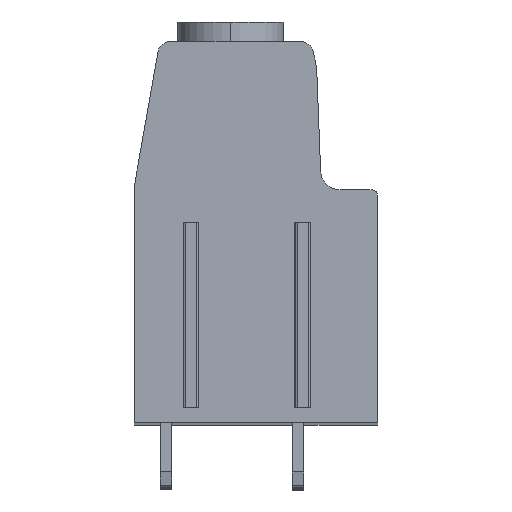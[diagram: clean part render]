
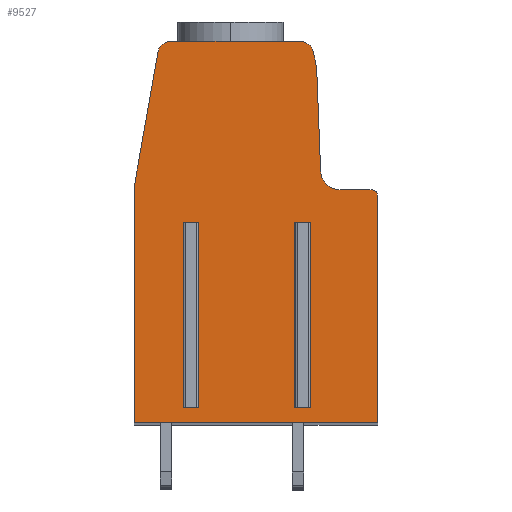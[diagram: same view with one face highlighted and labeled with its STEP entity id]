
A CAD part, top view. The second image highlights one B-rep face of the part: STEP entity #9527.
In plain terms, the highlighted planar face has unit normal (0, 0, 1).
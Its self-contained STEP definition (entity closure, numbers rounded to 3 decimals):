
#1314=CARTESIAN_POINT('',(3.429,13.65,5.08));
#1315=DIRECTION('',(0.,0.,1.));
#1316=DIRECTION('',(0.978,0.208,0.));
#1317=AXIS2_PLACEMENT_3D('',#1314,#1315,#1316);
#1319=DIRECTION('',(-0.208,0.978,0.));
#1320=VECTOR('',#1319,0.978);
#1321=CARTESIAN_POINT('',(4.611,12.902,5.08));
#1322=LINE('',#1321,#1320);
#1323=CARTESIAN_POINT('',(1.676,12.278,5.08));
#1324=DIRECTION('',(0.,0.,1.));
#1325=DIRECTION('',(0.999,0.038,0.));
#1326=AXIS2_PLACEMENT_3D('',#1323,#1324,#1325);
#1328=DIRECTION('',(-0.038,0.999,0.));
#1329=VECTOR('',#1328,7.706);
#1330=CARTESIAN_POINT('',(4.97,4.692,5.08));
#1331=LINE('',#1330,#1329);
#1332=CARTESIAN_POINT('',(6.469,4.75,5.08));
#1333=DIRECTION('',(0.,0.,-1.));
#1334=DIRECTION('',(0.,-1.,0.));
#1335=AXIS2_PLACEMENT_3D('',#1332,#1333,#1334);
#1337=DIRECTION('',(-1.,0.,0.));
#1338=VECTOR('',#1337,2.381);
#1339=CARTESIAN_POINT('',(8.85,3.25,5.08));
#1340=LINE('',#1339,#1338);
#1341=CARTESIAN_POINT('',(8.85,2.75,5.08));
#1342=DIRECTION('',(0.,0.,1.));
#1343=DIRECTION('',(1.,0.,0.));
#1344=AXIS2_PLACEMENT_3D('',#1341,#1342,#1343);
#1346=DIRECTION('',(0.,1.,0.));
#1347=VECTOR('',#1346,17.4);
#1348=CARTESIAN_POINT('',(9.35,-14.65,5.08));
#1349=LINE('',#1348,#1347);
#1350=DIRECTION('',(1.,0.,0.));
#1351=VECTOR('',#1350,18.7);
#1352=CARTESIAN_POINT('',(-9.35,-14.65,5.08));
#1353=LINE('',#1352,#1351);
#1354=DIRECTION('',(0.,-1.,0.));
#1355=VECTOR('',#1354,18.25);
#1356=CARTESIAN_POINT('',(-9.35,3.6,5.08));
#1357=LINE('',#1356,#1355);
#1358=DIRECTION('',(-0.174,-0.985,0.));
#1359=VECTOR('',#1358,10.381);
#1360=CARTESIAN_POINT('',(-7.547,13.824,5.08));
#1361=LINE('',#1360,#1359);
#1362=CARTESIAN_POINT('',(-6.562,13.65,5.08));
#1363=DIRECTION('',(0.,0.,1.));
#1364=DIRECTION('',(0.,1.,0.));
#1365=AXIS2_PLACEMENT_3D('',#1362,#1363,#1364);
#1367=DIRECTION('',(-1.,0.,0.));
#1368=VECTOR('',#1367,9.992);
#1369=CARTESIAN_POINT('',(3.429,14.65,5.08));
#1370=LINE('',#1369,#1368);
#1371=DIRECTION('',(1.,0.,0.));
#1372=VECTOR('',#1371,0.65);
#1373=CARTESIAN_POINT('',(-5.325,0.75,5.08));
#1374=LINE('',#1373,#1372);
#1375=DIRECTION('',(0.,1.,0.));
#1376=VECTOR('',#1375,14.25);
#1377=CARTESIAN_POINT('',(-5.325,-13.5,5.08));
#1378=LINE('',#1377,#1376);
#1379=DIRECTION('',(1.,0.,0.));
#1380=VECTOR('',#1379,0.65);
#1381=CARTESIAN_POINT('',(-5.325,-13.5,5.08));
#1382=LINE('',#1381,#1380);
#1383=DIRECTION('',(0.,1.,0.));
#1384=VECTOR('',#1383,14.25);
#1385=CARTESIAN_POINT('',(-4.675,-13.5,5.08));
#1386=LINE('',#1385,#1384);
#1387=DIRECTION('',(1.,0.,0.));
#1388=VECTOR('',#1387,0.65);
#1389=CARTESIAN_POINT('',(3.275,0.75,5.08));
#1390=LINE('',#1389,#1388);
#1391=DIRECTION('',(0.,1.,0.));
#1392=VECTOR('',#1391,14.25);
#1393=CARTESIAN_POINT('',(3.275,-13.5,5.08));
#1394=LINE('',#1393,#1392);
#1395=DIRECTION('',(1.,0.,0.));
#1396=VECTOR('',#1395,0.65);
#1397=CARTESIAN_POINT('',(3.275,-13.5,5.08));
#1398=LINE('',#1397,#1396);
#1399=DIRECTION('',(0.,1.,0.));
#1400=VECTOR('',#1399,14.25);
#1401=CARTESIAN_POINT('',(3.925,-13.5,5.08));
#1402=LINE('',#1401,#1400);
#6407=CARTESIAN_POINT('',(-6.562,14.65,5.08));
#6408=CARTESIAN_POINT('',(-7.547,13.824,5.08));
#6409=VERTEX_POINT('',#6407);
#6410=VERTEX_POINT('',#6408);
#6411=CARTESIAN_POINT('',(-9.35,3.6,5.08));
#6412=VERTEX_POINT('',#6411);
#6413=CARTESIAN_POINT('',(-9.35,-14.65,5.08));
#6414=VERTEX_POINT('',#6413);
#6415=CARTESIAN_POINT('',(9.35,-14.65,5.08));
#6416=VERTEX_POINT('',#6415);
#6417=CARTESIAN_POINT('',(6.469,3.25,5.08));
#6418=CARTESIAN_POINT('',(4.97,4.692,5.08));
#6419=VERTEX_POINT('',#6417);
#6420=VERTEX_POINT('',#6418);
#6427=CARTESIAN_POINT('',(4.408,13.858,5.08));
#6428=VERTEX_POINT('',#6427);
#6429=CARTESIAN_POINT('',(3.429,14.65,5.08));
#6430=VERTEX_POINT('',#6429);
#6435=CARTESIAN_POINT('',(4.674,12.393,5.08));
#6436=VERTEX_POINT('',#6435);
#6437=CARTESIAN_POINT('',(4.611,12.902,5.08));
#6438=VERTEX_POINT('',#6437);
#6443=CARTESIAN_POINT('',(9.35,2.75,5.08));
#6444=VERTEX_POINT('',#6443);
#6445=CARTESIAN_POINT('',(8.85,3.25,5.08));
#6446=VERTEX_POINT('',#6445);
#6527=CARTESIAN_POINT('',(-5.325,0.75,5.08));
#6528=CARTESIAN_POINT('',(-4.675,0.75,5.08));
#6529=VERTEX_POINT('',#6527);
#6530=VERTEX_POINT('',#6528);
#6531=CARTESIAN_POINT('',(3.275,0.75,5.08));
#6532=CARTESIAN_POINT('',(3.925,0.75,5.08));
#6533=VERTEX_POINT('',#6531);
#6534=VERTEX_POINT('',#6532);
#6535=CARTESIAN_POINT('',(3.925,-13.5,5.08));
#6536=VERTEX_POINT('',#6535);
#6537=CARTESIAN_POINT('',(3.275,-13.5,5.08));
#6538=VERTEX_POINT('',#6537);
#6539=CARTESIAN_POINT('',(-4.675,-13.5,5.08));
#6540=VERTEX_POINT('',#6539);
#6541=CARTESIAN_POINT('',(-5.325,-13.5,5.08));
#6542=VERTEX_POINT('',#6541);
#9487=CARTESIAN_POINT('',(0.,0.,5.08));
#9488=DIRECTION('',(0.,0.,1.));
#9489=DIRECTION('',(1.,0.,0.));
#9490=AXIS2_PLACEMENT_3D('',#9487,#9488,#9489);
#9491=PLANE('',#9490);
#9492=ORIENTED_EDGE('',*,*,#9096,.F.);
#9493=ORIENTED_EDGE('',*,*,#9111,.F.);
#9494=ORIENTED_EDGE('',*,*,#9124,.F.);
#9495=ORIENTED_EDGE('',*,*,#9139,.F.);
#9496=ORIENTED_EDGE('',*,*,#9152,.F.);
#9497=ORIENTED_EDGE('',*,*,#9165,.F.);
#9498=ORIENTED_EDGE('',*,*,#9180,.F.);
#9499=ORIENTED_EDGE('',*,*,#9194,.F.);
#9500=ORIENTED_EDGE('',*,*,#8571,.F.);
#9501=ORIENTED_EDGE('',*,*,#8968,.F.);
#9502=ORIENTED_EDGE('',*,*,#8982,.F.);
#9503=ORIENTED_EDGE('',*,*,#8996,.F.);
#9504=ORIENTED_EDGE('',*,*,#9009,.F.);
#9505=EDGE_LOOP('',(#9492,#9493,#9494,#9495,#9496,#9497,#9498,#9499,#9500,#9501,
#9502,#9503,#9504));
#9506=FACE_OUTER_BOUND('',#9505,.F.);
#9508=ORIENTED_EDGE('',*,*,#9507,.F.);
#9510=ORIENTED_EDGE('',*,*,#9509,.F.);
#9512=ORIENTED_EDGE('',*,*,#9511,.T.);
#9514=ORIENTED_EDGE('',*,*,#9513,.T.);
#9515=EDGE_LOOP('',(#9508,#9510,#9512,#9514));
#9516=FACE_BOUND('',#9515,.F.);
#9518=ORIENTED_EDGE('',*,*,#9517,.F.);
#9520=ORIENTED_EDGE('',*,*,#9519,.F.);
#9522=ORIENTED_EDGE('',*,*,#9521,.T.);
#9524=ORIENTED_EDGE('',*,*,#9523,.T.);
#9525=EDGE_LOOP('',(#9518,#9520,#9522,#9524));
#9526=FACE_BOUND('',#9525,.F.);
#1318=CIRCLE('',#1317,1.);
#1327=CIRCLE('',#1326,3.);
#1336=CIRCLE('',#1335,1.5);
#1345=CIRCLE('',#1344,0.5);
#1366=CIRCLE('',#1365,1.);
#8571=EDGE_CURVE('',#6414,#6416,#1353,.T.);
#8968=EDGE_CURVE('',#6412,#6414,#1357,.T.);
#8982=EDGE_CURVE('',#6410,#6412,#1361,.T.);
#8996=EDGE_CURVE('',#6409,#6410,#1366,.T.);
#9009=EDGE_CURVE('',#6430,#6409,#1370,.T.);
#9096=EDGE_CURVE('',#6428,#6430,#1318,.T.);
#9111=EDGE_CURVE('',#6438,#6428,#1322,.T.);
#9124=EDGE_CURVE('',#6436,#6438,#1327,.T.);
#9139=EDGE_CURVE('',#6420,#6436,#1331,.T.);
#9152=EDGE_CURVE('',#6419,#6420,#1336,.T.);
#9165=EDGE_CURVE('',#6446,#6419,#1340,.T.);
#9180=EDGE_CURVE('',#6444,#6446,#1345,.T.);
#9194=EDGE_CURVE('',#6416,#6444,#1349,.T.);
#9507=EDGE_CURVE('',#6529,#6530,#1374,.T.);
#9509=EDGE_CURVE('',#6542,#6529,#1378,.T.);
#9511=EDGE_CURVE('',#6542,#6540,#1382,.T.);
#9513=EDGE_CURVE('',#6540,#6530,#1386,.T.);
#9517=EDGE_CURVE('',#6533,#6534,#1390,.T.);
#9519=EDGE_CURVE('',#6538,#6533,#1394,.T.);
#9521=EDGE_CURVE('',#6538,#6536,#1398,.T.);
#9523=EDGE_CURVE('',#6536,#6534,#1402,.T.);
#9527=ADVANCED_FACE('',(#9506,#9516,#9526),#9491,.T.);
